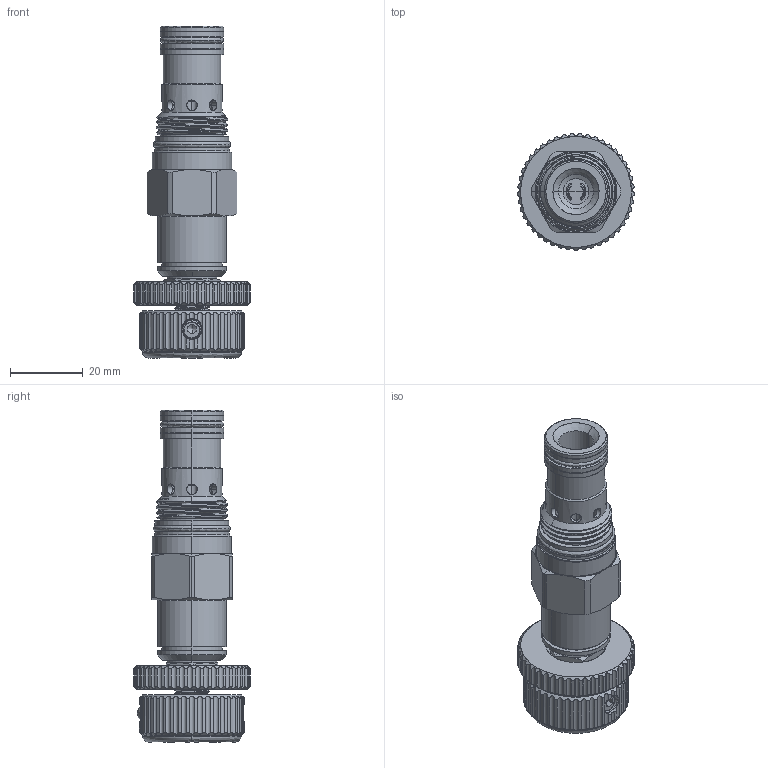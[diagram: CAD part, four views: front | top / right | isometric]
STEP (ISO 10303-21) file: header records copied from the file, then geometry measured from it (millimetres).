
FILE_DESCRIPTION (( 'STEP AP203' ), '1' );
FILE_NAME ('NV13A20-K.STEP', '2016-07-06T00:40:55', ( '' ), ( '' ), 'SwSTEP 2.0', 'SolidWorks 2012', '' );
FILE_SCHEMA (( 'CONFIG_CONTROL_DESIGN' ));
Length unit declared in the file: millimetre
Products named in the file (1): NV13A20-K
Bounding box: 32.2 x 32.18 x 91.58 mm (x, y, z)
Surface area: 14846.7 mm2 (no closed solid volume)
Topology: 0 solids, 476 shells, 809 faces, 3495 edges, 3113 vertices
Faces by surface type: cylinder 453, plane 180, cone 109, bspline 67
Entity records: 72176 total; most frequent: CARTESIAN_POINT 46816, DIRECTION 4433, ORIENTED_EDGE 4279, EDGE_CURVE 3447, VERTEX_POINT 3113, AXIS2_PLACEMENT_3D 1575, LINE 1283, VECTOR 1283
